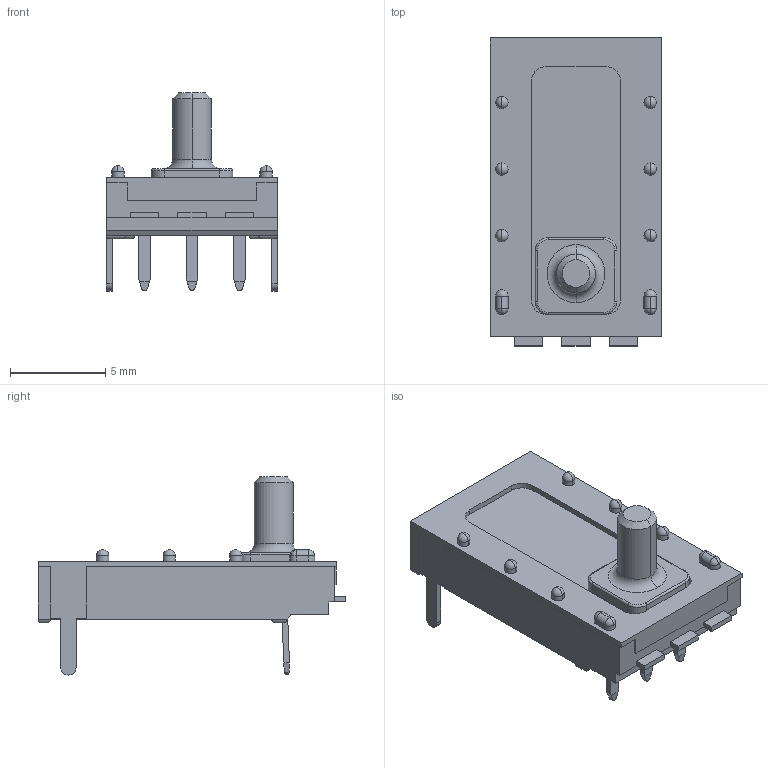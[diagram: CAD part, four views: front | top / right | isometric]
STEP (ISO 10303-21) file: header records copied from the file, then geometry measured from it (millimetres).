
FILE_DESCRIPTION (( 'STEP AP214' ), '1' );
FILE_NAME ('XVJ09_170614.STEP', '2017-06-14T00:05:49', ( '' ), ( '' ), 'SwSTEP 2.0', 'SolidWorks 2012', '' );
FILE_SCHEMA (( 'AUTOMOTIVE_DESIGN' ));
Length unit declared in the file: millimetre
Products named in the file (1): XVJ09_170614
Bounding box: 9 x 16.2 x 10.43 mm (x, y, z)
Volume: 434.9 mm3; surface area: 516.4 mm2
Topology: 1 solids, 1 shells, 194 faces, 514 edges, 318 vertices
Faces by surface type: plane 106, cylinder 62, sphere 18, torus 6, cone 2
Entity records: 5722 total; most frequent: CARTESIAN_POINT 1067, ORIENTED_EDGE 964, DIRECTION 954, EDGE_CURVE 482, VECTOR 344, LINE 344, VERTEX_POINT 306, AXIS2_PLACEMENT_3D 305
